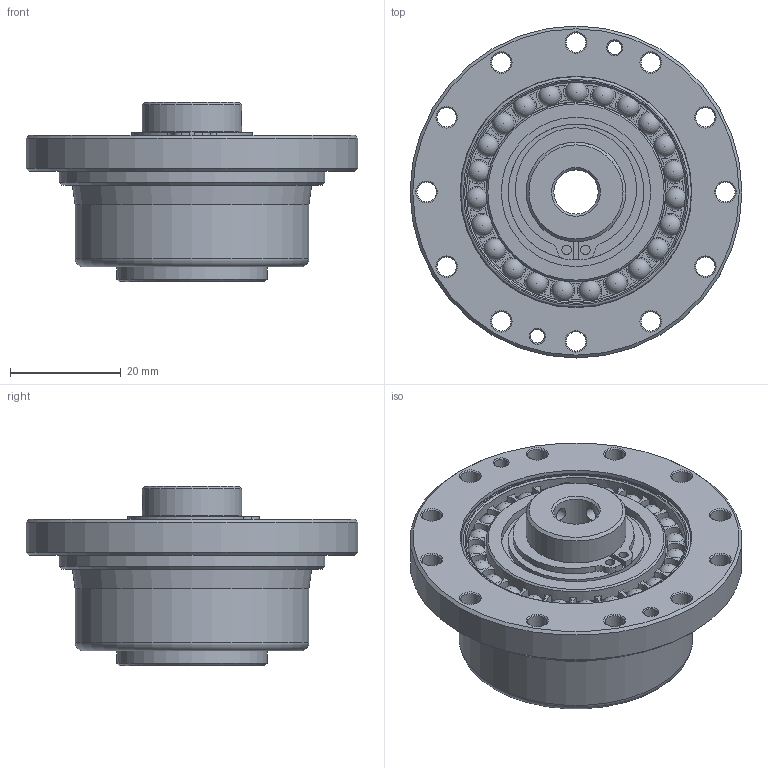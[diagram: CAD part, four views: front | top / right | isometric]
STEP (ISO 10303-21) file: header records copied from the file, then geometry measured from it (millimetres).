
FILE_DESCRIPTION(/* description */ (''),/* implementation_level */ '2;1');
FILE_NAME(/* name */ 'WUI-S-17.stp',/* time_stamp */ '2018-11-23T14:25:04+08:00',/* author */ ('yin210'),/* organization */ (''),/* preprocessor_version */ 'ST-DEVELOPER v15.2',/* originating_system */ 'Autodesk Inventor 2014',/* authorisation */ '');
FILE_SCHEMA (('AUTOMOTIVE_DESIGN { 1 0 10303 214 3 1 1 }'));
Length unit declared in the file: centimetre
Products named in the file (1): WUI-S-17
Bounding box: 60 x 60 x 32.5 mm (x, y, z)
Volume: 27184.9 mm3; surface area: 17420.7 mm2
Topology: 1 solids, 1 shells, 345 faces, 869 edges, 536 vertices
Faces by surface type: cylinder 143, plane 65, cone 63, torus 49, sphere 23, bspline 2
Full cylindrical faces by diameter (mm): 1.7 x2, 2.459 x6, 3 x2, 3.5 x12, 5.5 x6, 8 x1, 10 x1, 17 x1, 18 x2, 24.5 x1, 27 x1, 27.2 x1, 29.8 x1, 32.46 x1, 39.66 x1, 41.72 x1, 41.77 x1, 42.28 x1, 48 x1, 60 x1
Entity records: 9926 total; most frequent: CARTESIAN_POINT 1867, DIRECTION 1862, ORIENTED_EDGE 1388, AXIS2_PLACEMENT_3D 876, EDGE_CURVE 648, EDGE_LOOP 548, CIRCLE 532, VERTEX_POINT 450
